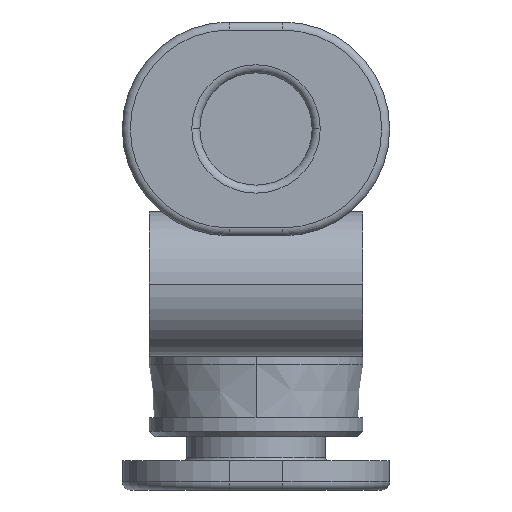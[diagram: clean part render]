
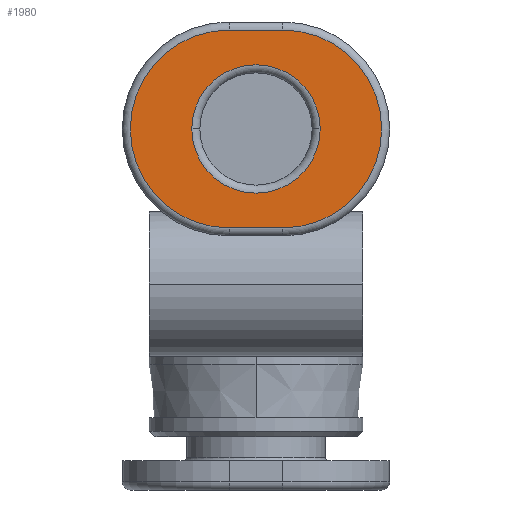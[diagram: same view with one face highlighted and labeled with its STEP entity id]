
A CAD part, front view. The second image highlights one B-rep face of the part: STEP entity #1980.
In plain terms, the highlighted planar face has unit normal (0, -1, 0).
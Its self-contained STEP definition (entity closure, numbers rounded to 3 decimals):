
#1340=CARTESIAN_POINT('',(2.4,-13.5,4.75));
#1341=VERTEX_POINT('',#1340);
#1349=CARTESIAN_POINT('',(-2.4,-13.5,4.75));
#1350=VERTEX_POINT('',#1349);
#1351=CARTESIAN_POINT('',(0.0,-13.5,4.75));
#1352=DIRECTION('',(0.0,-1.0,0.0));
#1353=DIRECTION('',(1.0,0.0,0.0));
#1354=AXIS2_PLACEMENT_3D('',#1351,#1352,#1353);
#1355=CIRCLE('',#1354,2.4);
#1356=EDGE_CURVE('',#1341,#1350,#1355,.T.);
#1793=CARTESIAN_POINT('',(-1.0,-13.5,1.05));
#1794=VERTEX_POINT('',#1793);
#1795=CARTESIAN_POINT('',(-1.,-13.5,8.45));
#1796=VERTEX_POINT('',#1795);
#1797=CARTESIAN_POINT('',(-1.0,-13.5,4.75));
#1798=DIRECTION('',(0.0,1.0,0.0));
#1799=DIRECTION('',(-1.0,0.0,0.0));
#1800=AXIS2_PLACEMENT_3D('',#1797,#1798,#1799);
#1801=CIRCLE('',#1800,3.7);
#1802=EDGE_CURVE('',#1794,#1796,#1801,.T.);
#1837=CARTESIAN_POINT('',(1.,-13.5,8.45));
#1838=VERTEX_POINT('',#1837);
#1839=CARTESIAN_POINT('',(-1.,-13.5,8.45));
#1840=DIRECTION('',(1.0,0.0,0.0));
#1841=VECTOR('',#1840,2.);
#1842=LINE('',#1839,#1841);
#1843=EDGE_CURVE('',#1796,#1838,#1842,.T.);
#1877=CARTESIAN_POINT('',(1.0,-13.5,1.05));
#1878=VERTEX_POINT('',#1877);
#1886=CARTESIAN_POINT('',(1.0,-13.5,1.05));
#1887=DIRECTION('',(-1.0,0.0,0.0));
#1888=VECTOR('',#1887,2.0);
#1889=LINE('',#1886,#1888);
#1890=EDGE_CURVE('',#1878,#1794,#1889,.T.);
#1901=CARTESIAN_POINT('',(1.0,-13.5,4.75));
#1902=DIRECTION('',(0.,1.0,0.));
#1903=DIRECTION('',(1.0,0.,0.));
#1904=AXIS2_PLACEMENT_3D('',#1901,#1902,#1903);
#1905=CIRCLE('',#1904,3.7);
#1906=EDGE_CURVE('',#1838,#1878,#1905,.T.);
#1959=CARTESIAN_POINT('',(0.,-13.5,4.75));
#1960=DIRECTION('',(0.0,1.0,0.0));
#1961=DIRECTION('',(1.0,0.0,0.0));
#1962=AXIS2_PLACEMENT_3D('',#1959,#1960,#1961);
#1963=PLANE('',#1962);
#1964=ORIENTED_EDGE('',*,*,#1802,.F.);
#1965=ORIENTED_EDGE('',*,*,#1890,.F.);
#1966=ORIENTED_EDGE('',*,*,#1906,.F.);
#1967=ORIENTED_EDGE('',*,*,#1843,.F.);
#1968=EDGE_LOOP('',(#1964,#1965,#1966,#1967));
#1969=FACE_OUTER_BOUND('',#1968,.T.);
#1970=CARTESIAN_POINT('',(0.0,-13.5,4.75));
#1971=DIRECTION('',(0.0,-1.0,0.0));
#1972=DIRECTION('',(1.0,0.0,0.0));
#1973=AXIS2_PLACEMENT_3D('',#1970,#1971,#1972);
#1974=CIRCLE('',#1973,2.4);
#1975=EDGE_CURVE('',#1350,#1341,#1974,.T.);
#1976=ORIENTED_EDGE('',*,*,#1975,.F.);
#1977=ORIENTED_EDGE('',*,*,#1356,.F.);
#1978=EDGE_LOOP('',(#1976,#1977));
#1979=FACE_BOUND('',#1978,.T.);
#1980=ADVANCED_FACE('',(#1969,#1979),#1963,.F.);
